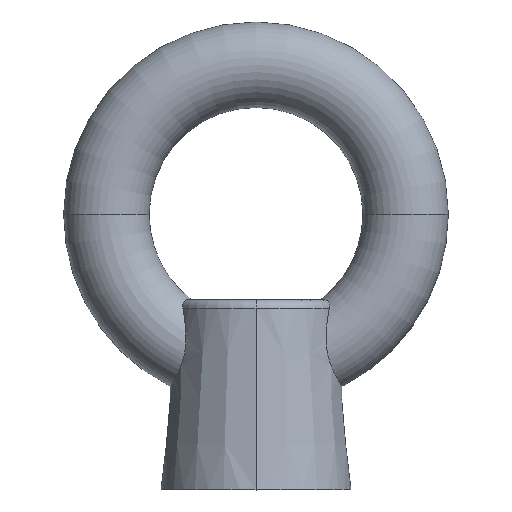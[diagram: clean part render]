
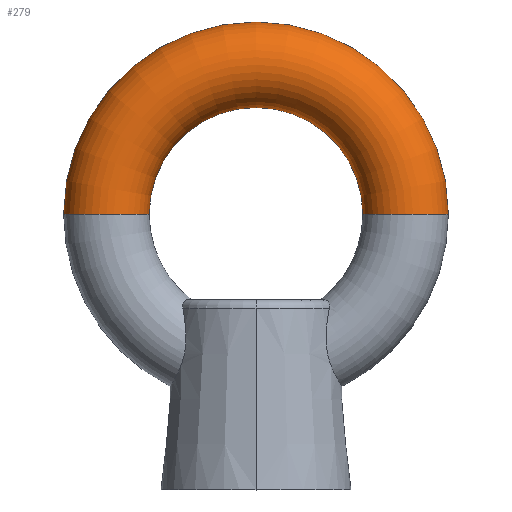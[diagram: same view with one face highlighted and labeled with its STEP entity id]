
A CAD part, top view. The second image highlights one B-rep face of the part: STEP entity #279.
In plain terms, the highlighted toroidal (fillet/blend) face has major radius 31.5 mm and minor radius 9 mm.
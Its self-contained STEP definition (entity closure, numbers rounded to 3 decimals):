
#18 = ORIENTED_EDGE ( 'NONE', *, *, #19, .F. ) ;
#19 = EDGE_CURVE ( 'NONE', #234, #293, #258, .T. ) ;
#20 = ORIENTED_EDGE ( 'NONE', *, *, #215, .T. ) ;
#21 = ORIENTED_EDGE ( 'NONE', *, *, #22, .T. ) ;
#22 = EDGE_CURVE ( 'NONE', #92, #68, #253, .T. ) ;
#38 = EDGE_CURVE ( 'NONE', #293, #68, #149, .T. ) ;
#48 = DIRECTION ( 'NONE',  ( -1., 0., 0. ) ) ;
#49 = DIRECTION ( 'NONE',  ( 0., 0., -1. ) ) ;
#50 = CARTESIAN_POINT ( 'NONE',  ( 0., 0., 0. ) ) ;
#51 = AXIS2_PLACEMENT_3D ( 'NONE', #50, #49, #48 ) ;
#67 = ORIENTED_EDGE ( 'NONE', *, *, #38, .F. ) ;
#68 = VERTEX_POINT ( 'NONE', #507 ) ;
#92 = VERTEX_POINT ( 'NONE', #443 ) ;
#149 = CIRCLE ( 'NONE', #51, 40.5 ) ;
#215 = EDGE_CURVE ( 'NONE', #234, #92, #523, .T. ) ;
#234 = VERTEX_POINT ( 'NONE', #760 ) ;
#250 = DIRECTION ( 'NONE',  ( -1., 0., 0. ) ) ;
#251 = DIRECTION ( 'NONE',  ( 0., 1., 0. ) ) ;
#252 = AXIS2_PLACEMENT_3D ( 'NONE', #259, #251, #250 ) ;
#253 = CIRCLE ( 'NONE', #252, 9. ) ;
#255 = DIRECTION ( 'NONE',  ( 0., 0., -1. ) ) ;
#256 = DIRECTION ( 'NONE',  ( 0., -1., 0. ) ) ;
#257 = AXIS2_PLACEMENT_3D ( 'NONE', #265, #256, #255 ) ;
#258 = CIRCLE ( 'NONE', #257, 9. ) ;
#259 = CARTESIAN_POINT ( 'NONE',  ( 31.5, 0., 0. ) ) ;
#265 = CARTESIAN_POINT ( 'NONE',  ( -31.5, 0., 0. ) ) ;
#279 = ADVANCED_FACE ( 'NONE', ( #589 ), #709, .T. ) ;
#280 = EDGE_LOOP ( 'NONE', ( #67, #18, #20, #21 ) ) ;
#293 = VERTEX_POINT ( 'NONE', #734 ) ;
#443 = CARTESIAN_POINT ( 'NONE',  ( 22.5, 0., 0. ) ) ;
#507 = CARTESIAN_POINT ( 'NONE',  ( 40.5, 0., 0. ) ) ;
#519 = DIRECTION ( 'NONE',  ( -1., 0., 0. ) ) ;
#520 = DIRECTION ( 'NONE',  ( 0., 0., -1. ) ) ;
#521 = CARTESIAN_POINT ( 'NONE',  ( 0., 0., 0. ) ) ;
#522 = AXIS2_PLACEMENT_3D ( 'NONE', #521, #520, #519 ) ;
#523 = CIRCLE ( 'NONE', #522, 22.5 ) ;
#582 = CARTESIAN_POINT ( 'NONE',  ( 0., 0., 0. ) ) ;
#583 = AXIS2_PLACEMENT_3D ( 'NONE', #582, #751, #750 ) ;
#589 = FACE_OUTER_BOUND ( 'NONE', #280, .T. ) ;
#709 = TOROIDAL_SURFACE ( 'NONE', #583, 31.5, 9. ) ;
#734 = CARTESIAN_POINT ( 'NONE',  ( -40.5, 0., 0. ) ) ;
#750 = DIRECTION ( 'NONE',  ( -1., 0., 0. ) ) ;
#751 = DIRECTION ( 'NONE',  ( 0., 0., -1. ) ) ;
#760 = CARTESIAN_POINT ( 'NONE',  ( -22.5, 0., 0. ) ) ;
